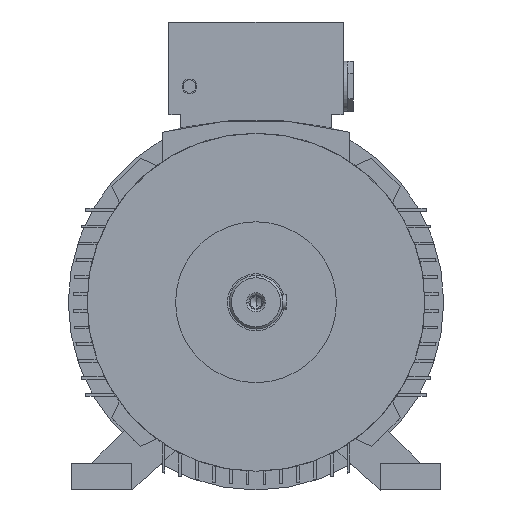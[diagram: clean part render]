
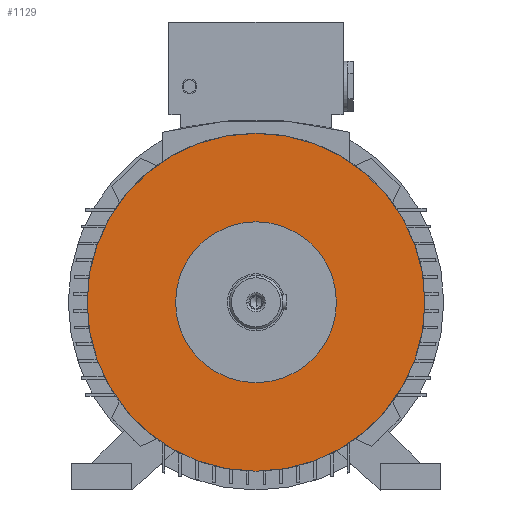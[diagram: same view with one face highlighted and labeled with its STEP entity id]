
A CAD part, front view. The second image highlights one B-rep face of the part: STEP entity #1129.
In plain terms, the highlighted planar face has unit normal (0, -1, 0).
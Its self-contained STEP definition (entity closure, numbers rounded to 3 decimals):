
#204 = CARTESIAN_POINT ( 'NONE',  ( 0., 44.833, -252. ) ) ;
#205 = CARTESIAN_POINT ( 'NONE',  ( 0., 44.833, 252. ) ) ;
#550 = VERTEX_POINT ( 'NONE', #205 ) ;
#554 = VERTEX_POINT ( 'NONE', #204 ) ;
#788 = VERTEX_POINT ( 'NONE', #6028 ) ;
#789 = VERTEX_POINT ( 'NONE', #6026 ) ;
#1129 = ADVANCED_FACE ( 'NONE', ( #6241, #6249 ), #5817, .T. ) ;
#2593 = EDGE_LOOP ( 'NONE', ( #10048, #10047 ) ) ;
#2597 = EDGE_LOOP ( 'NONE', ( #10046, #10045 ) ) ;
#2858 = CARTESIAN_POINT ( 'NONE',  ( 0., 44.833, 0. ) ) ;
#2867 = DIRECTION ( 'NONE',  ( 0., 1., 0. ) ) ;
#2868 = DIRECTION ( 'NONE',  ( 0., 0., 1. ) ) ;
#3359 = CARTESIAN_POINT ( 'NONE',  ( 0., 44.833, 0. ) ) ;
#3367 = DIRECTION ( 'NONE',  ( 0., 1., 0. ) ) ;
#3368 = DIRECTION ( 'NONE',  ( 0., 0., 1. ) ) ;
#3911 = CARTESIAN_POINT ( 'NONE',  ( 0., 44.833, 0. ) ) ;
#3921 = DIRECTION ( 'NONE',  ( 0., 1., 0. ) ) ;
#4045 = EDGE_CURVE ( 'NONE', #550, #554, #6669, .T. ) ;
#4189 = AXIS2_PLACEMENT_3D ( 'NONE', #5819, #5814, #5813 ) ;
#4486 = AXIS2_PLACEMENT_3D ( 'NONE', #2858, #2867, #2868 ) ;
#4551 = AXIS2_PLACEMENT_3D ( 'NONE', #3359, #3367, #3368 ) ;
#4628 = AXIS2_PLACEMENT_3D ( 'NONE', #3911, #3921, #6127 ) ;
#4725 = AXIS2_PLACEMENT_3D ( 'NONE', #9448, #9457, #9458 ) ;
#5813 = DIRECTION ( 'NONE',  ( 0., 0., -1. ) ) ;
#5814 = DIRECTION ( 'NONE',  ( 0., -1., 0. ) ) ;
#5817 = PLANE ( 'NONE',  #4189 ) ;
#5819 = CARTESIAN_POINT ( 'NONE',  ( 186., 44.833, 0. ) ) ;
#6026 = CARTESIAN_POINT ( 'NONE',  ( 0., 44.833, 120. ) ) ;
#6028 = CARTESIAN_POINT ( 'NONE',  ( 0., 44.833, -120. ) ) ;
#6127 = DIRECTION ( 'NONE',  ( 0., 0., 1. ) ) ;
#6241 = FACE_OUTER_BOUND ( 'NONE', #2593, .T. ) ;
#6249 = FACE_BOUND ( 'NONE', #2597, .T. ) ;
#6669 = CIRCLE ( 'NONE', #4486, 252. ) ;
#7027 = CIRCLE ( 'NONE', #4551, 120. ) ;
#7526 = EDGE_CURVE ( 'NONE', #788, #789, #7027, .T. ) ;
#7767 = EDGE_CURVE ( 'NONE', #554, #550, #10523, .T. ) ;
#8170 = EDGE_CURVE ( 'NONE', #789, #788, #8371, .T. ) ;
#8371 = CIRCLE ( 'NONE', #4725, 120. ) ;
#9448 = CARTESIAN_POINT ( 'NONE',  ( 0., 44.833, 0. ) ) ;
#9457 = DIRECTION ( 'NONE',  ( 0., 1., 0. ) ) ;
#9458 = DIRECTION ( 'NONE',  ( 0., 0., 1. ) ) ;
#10045 = ORIENTED_EDGE ( 'NONE', *, *, #7526, .T. ) ;
#10046 = ORIENTED_EDGE ( 'NONE', *, *, #8170, .T. ) ;
#10047 = ORIENTED_EDGE ( 'NONE', *, *, #7767, .F. ) ;
#10048 = ORIENTED_EDGE ( 'NONE', *, *, #4045, .F. ) ;
#10523 = CIRCLE ( 'NONE', #4628, 252. ) ;
